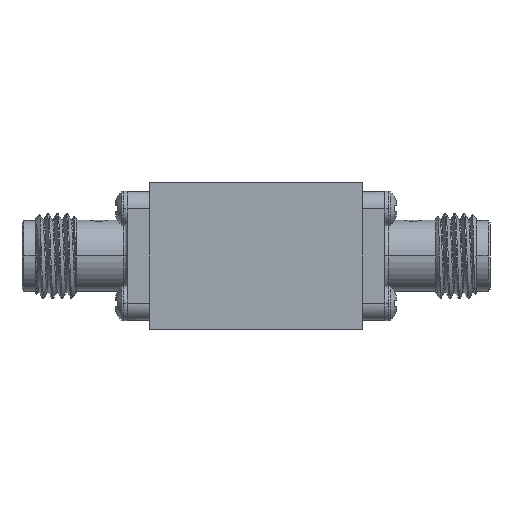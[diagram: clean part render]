
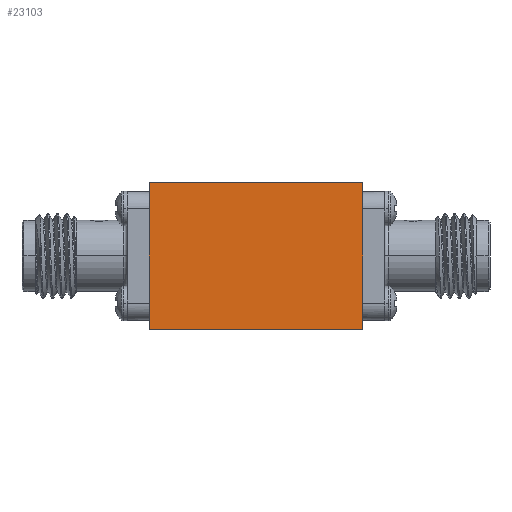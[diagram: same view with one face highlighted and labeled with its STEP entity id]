
A CAD part, left-side view. The second image highlights one B-rep face of the part: STEP entity #23103.
In plain terms, the highlighted planar face has unit normal (-1, 0, 0).
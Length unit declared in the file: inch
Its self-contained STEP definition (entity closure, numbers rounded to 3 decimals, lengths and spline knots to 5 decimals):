
#3605 = ORIENTED_EDGE ( 'NONE', *, *, #20661, .F. ) ;
#4261 = DIRECTION ( 'NONE',  ( 0., 1., 0. ) ) ;
#6657 = AXIS2_PLACEMENT_3D ( 'NONE', #36272, #6907, #4261 ) ;
#6907 = DIRECTION ( 'NONE',  ( 1., 0., 0. ) ) ;
#7338 = LINE ( 'NONE', #21234, #26310 ) ;
#9361 = PLANE ( 'NONE',  #6657 ) ;
#9894 = VECTOR ( 'NONE', #39468, 39.37008 ) ;
#10477 = VERTEX_POINT ( 'NONE', #34852 ) ;
#12860 = ORIENTED_EDGE ( 'NONE', *, *, #34911, .T. ) ;
#17466 = LINE ( 'NONE', #23846, #39354 ) ;
#19091 = EDGE_CURVE ( 'NONE', #22897, #10477, #29641, .T. ) ;
#20613 = CARTESIAN_POINT ( 'NONE',  ( -0.5, -0.31496, -0.21654 ) ) ;
#20661 = EDGE_CURVE ( 'NONE', #10477, #42386, #7338, .T. ) ;
#21234 = CARTESIAN_POINT ( 'NONE',  ( -0.5, -0.31496, 0.21654 ) ) ;
#22897 = VERTEX_POINT ( 'NONE', #35619 ) ;
#23103 = ADVANCED_FACE ( 'NONE', ( #36912 ), #9361, .F. ) ;
#23243 = CARTESIAN_POINT ( 'NONE',  ( -0.5, -0.31496, 0.21654 ) ) ;
#23846 = CARTESIAN_POINT ( 'NONE',  ( -0.5, -0.31496, -0.21654 ) ) ;
#24098 = ORIENTED_EDGE ( 'NONE', *, *, #38072, .T. ) ;
#24372 = EDGE_LOOP ( 'NONE', ( #12860, #3605, #30287, #24098 ) ) ;
#25980 = CARTESIAN_POINT ( 'NONE',  ( -0.5, 0.31496, 0.21654 ) ) ;
#26310 = VECTOR ( 'NONE', #27407, 39.37008 ) ;
#26535 = DIRECTION ( 'NONE',  ( 0., -1., 0. ) ) ;
#27407 = DIRECTION ( 'NONE',  ( 0., 0., -1. ) ) ;
#29641 = LINE ( 'NONE', #23243, #33381 ) ;
#30287 = ORIENTED_EDGE ( 'NONE', *, *, #19091, .F. ) ;
#30868 = VERTEX_POINT ( 'NONE', #35754 ) ;
#33381 = VECTOR ( 'NONE', #26535, 39.37008 ) ;
#33992 = DIRECTION ( 'NONE',  ( 0., -1., 0. ) ) ;
#34852 = CARTESIAN_POINT ( 'NONE',  ( -0.5, -0.31496, 0.21654 ) ) ;
#34911 = EDGE_CURVE ( 'NONE', #30868, #42386, #17466, .T. ) ;
#35619 = CARTESIAN_POINT ( 'NONE',  ( -0.5, 0.31496, 0.21654 ) ) ;
#35754 = CARTESIAN_POINT ( 'NONE',  ( -0.5, 0.31496, -0.21654 ) ) ;
#36272 = CARTESIAN_POINT ( 'NONE',  ( -0.5, -0.31496, 0.21654 ) ) ;
#36912 = FACE_OUTER_BOUND ( 'NONE', #24372, .T. ) ;
#38072 = EDGE_CURVE ( 'NONE', #22897, #30868, #42773, .T. ) ;
#39354 = VECTOR ( 'NONE', #33992, 39.37008 ) ;
#39468 = DIRECTION ( 'NONE',  ( 0., 0., -1. ) ) ;
#42386 = VERTEX_POINT ( 'NONE', #20613 ) ;
#42773 = LINE ( 'NONE', #25980, #9894 ) ;
